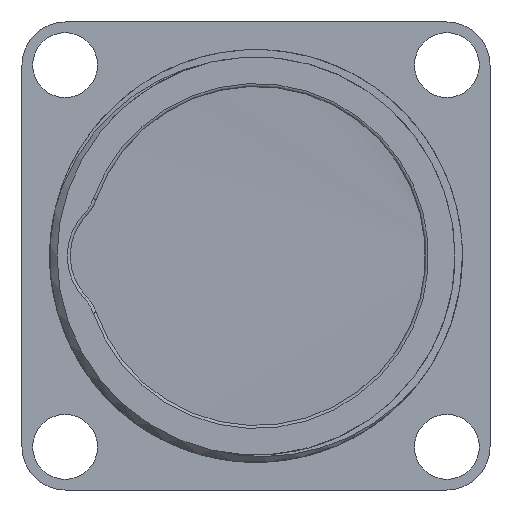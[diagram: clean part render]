
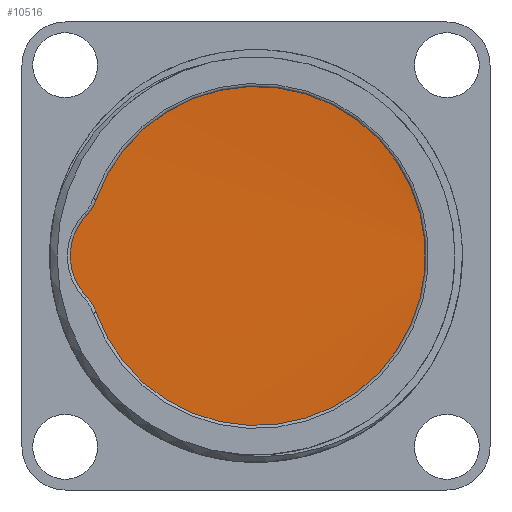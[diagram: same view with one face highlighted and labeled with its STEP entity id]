
A CAD part, left-side view. The second image highlights one B-rep face of the part: STEP entity #10516.
In plain terms, the highlighted cylindrical face has radius 13.5 mm (diameter 27 mm), a full revolution.
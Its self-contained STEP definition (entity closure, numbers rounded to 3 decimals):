
#748=CIRCLE('',#11238,13.5);
#1134=FACE_OUTER_BOUND('',#1710,.T.);
#1710=EDGE_LOOP('',(#7015,#7016,#7017,#7018));
#2281=B_SPLINE_CURVE_WITH_KNOTS('',3,(#15172,#15173,#15174,#15175,#15176,
#15177,#15178,#15179,#15180,#15181,#15182,#15183,#15184),.UNSPECIFIED.,
 .F.,.F.,(4,1,1,1,1,1,1,1,1,1,4),(4.937,5.42,5.903,
6.386,6.869,7.352,7.835,8.318,
8.801,9.285,9.425),.UNSPECIFIED.);
#2823=LINE('',#13875,#3382);
#2829=LINE('',#13979,#3388);
#3382=VECTOR('',#11780,13.5);
#3388=VECTOR('',#11802,13.5);
#3941=VERTEX_POINT('',#13873);
#3942=VERTEX_POINT('',#13874);
#3950=VERTEX_POINT('',#13978);
#4014=VERTEX_POINT('',#14393);
#4985=EDGE_CURVE('',#3941,#3942,#2823,.T.);
#4999=EDGE_CURVE('',#3950,#3941,#2829,.T.);
#5211=EDGE_CURVE('',#4014,#3950,#748,.T.);
#5225=EDGE_CURVE('',#4014,#3942,#2281,.T.);
#7015=ORIENTED_EDGE('',*,*,#4985,.T.);
#7016=ORIENTED_EDGE('',*,*,#5225,.F.);
#7017=ORIENTED_EDGE('',*,*,#5211,.T.);
#7018=ORIENTED_EDGE('',*,*,#4999,.T.);
#9821=CYLINDRICAL_SURFACE('',#11256,13.5);
#10516=ADVANCED_FACE('',(#1134),#9821,.T.);
#11238=AXIS2_PLACEMENT_3D('',#14778,#12287,#12288);
#11256=AXIS2_PLACEMENT_3D('',#15185,#12324,#12325);
#11780=DIRECTION('',(1.,0.,0.));
#11802=DIRECTION('',(1.,0.,0.));
#12287=DIRECTION('center_axis',(1.,0.,0.));
#12288=DIRECTION('ref_axis',(0.,-1.,0.));
#12324=DIRECTION('center_axis',(1.,0.,0.));
#12325=DIRECTION('ref_axis',(0.,1.,0.));
#13873=CARTESIAN_POINT('',(0.8,-13.5,0.));
#13874=CARTESIAN_POINT('',(2.,-13.5,0.));
#13875=CARTESIAN_POINT('',(-0.6,-13.5,0.));
#13978=CARTESIAN_POINT('',(0.,-13.5,0.));
#13979=CARTESIAN_POINT('',(-0.6,-13.5,0.));
#14393=CARTESIAN_POINT('',(0.,3.004,13.162));
#14778=CARTESIAN_POINT('Origin',(0.,0.,0.));
#15172=CARTESIAN_POINT('Ctrl Pts',(0.,3.004,
13.162));
#15173=CARTESIAN_POINT('Ctrl Pts',(0.072,5.123,
12.678));
#15174=CARTESIAN_POINT('Ctrl Pts',(0.215,9.122,10.668));
#15175=CARTESIAN_POINT('Ctrl Pts',(0.431,13.034,5.209));
#15176=CARTESIAN_POINT('Ctrl Pts',(0.646,13.962,-1.441));
#15177=CARTESIAN_POINT('Ctrl Pts',(0.861,11.695,-7.762));
#15178=CARTESIAN_POINT('Ctrl Pts',(1.076,6.751,-12.306));
#15179=CARTESIAN_POINT('Ctrl Pts',(1.292,0.262,-14.034));
#15180=CARTESIAN_POINT('Ctrl Pts',(1.507,-6.287,-12.55));
#15181=CARTESIAN_POINT('Ctrl Pts',(1.722,-11.397,-8.194));
#15182=CARTESIAN_POINT('Ctrl Pts',(1.887,-13.307,-3.436));
#15183=CARTESIAN_POINT('Ctrl Pts',(1.979,-13.5,-0.631));
#15184=CARTESIAN_POINT('Ctrl Pts',(2.,-13.5,0.));
#15185=CARTESIAN_POINT('Origin',(-0.6,0.,0.));
